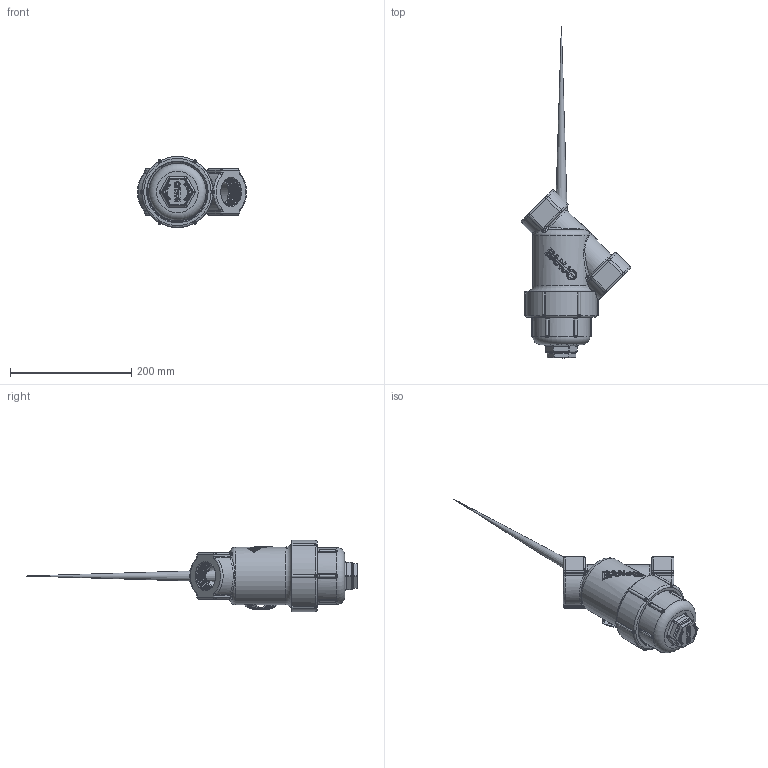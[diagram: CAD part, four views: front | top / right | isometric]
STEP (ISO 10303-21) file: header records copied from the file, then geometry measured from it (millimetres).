
FILE_DESCRIPTION(/* description */ ('1 1/2" LINE STRAINERW/ #6 MESH'),/* implementation_level */ '2;1');
FILE_NAME(/* name */ 'LS150-06.stp',/* time_stamp */ '2018-12-07T11:04:53-05:00',/* author */ ('MJC'),/* organization */ (''),/* preprocessor_version */ 'ST-DEVELOPER v17',/* originating_system */ 'Autodesk Inventor 2018',/* authorisation */ '');
FILE_SCHEMA (('AUTOMOTIVE_DESIGN { 1 0 10303 214 3 1 1 }'));
Length unit declared in the file: inch
Products named in the file (9): LS150-06; LS150-B; LS150-C; LS150XC; LSQ200-PL; LSQ200-R; LS150-G; LS206; LST100-D
Assembly tree (8 placements, depth 3):
  LS150-06
    LS150-B
    LS150-C
      LS150XC
      LSQ200-PL
      LSQ200-R
    LS150-G
    LS206
    LST100-D
Bounding box: 180.18 x 548.39 x 117.47 mm (x, y, z)
Volume: 981987.2 mm3; surface area: 423164.2 mm2
Topology: 7 solids, 7 shells, 3244 faces, 8566 edges, 5573 vertices
Faces by surface type: plane 1476, bspline 1076, cylinder 513, torus 86, sphere 54, cone 39
Full cylindrical faces by diameter (mm): 19.05 x1, 33.401 x1, 43.18 x2, 44.726 x22, 55.626 x1, 60.452 x1, 66.04 x1, 67.716 x2, 76.2 x1, 79.502 x1, 82.728 x1, 85.852 x1, 86.233 x1, 91.567 x1, 94.038 x3, 94.727 x4, 101.6 x2
Entity records: 228580 total; most frequent: CARTESIAN_POINT 153996, ORIENTED_EDGE 17048, DIRECTION 11630, EDGE_CURVE 8524, VERTEX_POINT 5569, AXIS2_PLACEMENT_3D 3906, LINE 3818, VECTOR 3818
